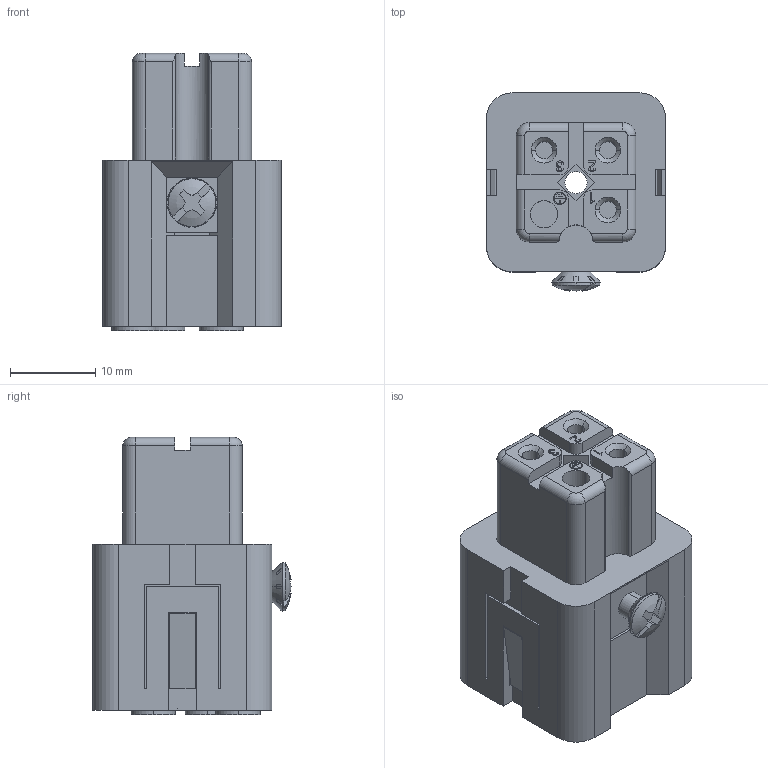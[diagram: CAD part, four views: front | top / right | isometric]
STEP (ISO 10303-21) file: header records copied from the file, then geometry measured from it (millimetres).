
FILE_DESCRIPTION(('Creo Elements/Direct Modeling STEP Export'),'2;1');
FILE_NAME('223mj5462o6lsvn5976','2024-05-16T13:23:39',(''),(''),'Creo Elements/Direct Modeling STEP processor for AP214 (Solid Model)','Creo Elements/Direct Modeling 20.5B 27-May-2023 (C) Parametric Technology GmbH','');
FILE_SCHEMA(('AUTOMOTIVE_DESIGN { 1 0 10303 214 1 1 1 1 }'));
Length unit declared in the file: millimetre
Products named in the file (2): CKSF_03
Assembly tree (1 placements, depth 2):
  CKSF_03
    CKSF_03
Bounding box: 21 x 23.24 x 32.5 mm (x, y, z)
Volume: 9089.2 mm3; surface area: 5531.3 mm2
Topology: 1 solids, 1 shells, 632 faces, 1761 edges, 1169 vertices
Faces by surface type: plane 524, cylinder 84, cone 18, torus 4, sphere 2
Entity records: 25559 total; most frequent: CARTESIAN_POINT 5498, ORIENTED_EDGE 3522, DIRECTION 3000, EDGE_CURVE 1761, VECTOR 1434, LINE 1434, VERTEX_POINT 1169, AXIS2_PLACEMENT_3D 783
